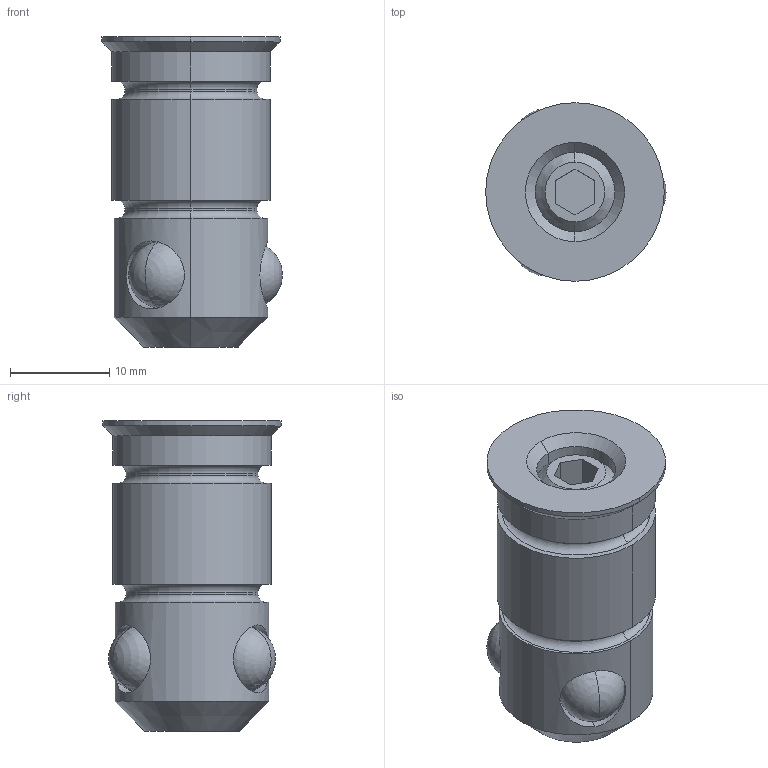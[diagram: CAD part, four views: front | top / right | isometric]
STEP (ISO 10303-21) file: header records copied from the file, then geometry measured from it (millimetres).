
FILE_DESCRIPTION(('STEP AP214'),'1');
FILE_NAME('160528.STP','2011-09-06T11:49:49',(' '),(' '),'Spatial InterOp 3D',' ',' ');
FILE_SCHEMA(('automotive_design'));
Length unit declared in the file: millimetre
Products named in the file (7): Zylinder; Kugel; Gewindestift DIN 914 M5x6
Bounding box: 18.21 x 18 x 31.3 mm (x, y, z)
Volume: 5179.8 mm3; surface area: 4013.2 mm2
Topology: 7 solids, 7 shells, 103 faces, 254 edges, 151 vertices
Faces by surface type: cylinder 31, plane 30, cone 24, torus 10, sphere 8
Entity records: 4287 total; most frequent: CARTESIAN_POINT 950, DIRECTION 522, ORIENTED_EDGE 468, EDGE_CURVE 234, AXIS2_PLACEMENT_3D 212, VERTEX_POINT 151, EDGE_LOOP 117, STYLED_ITEM 110
